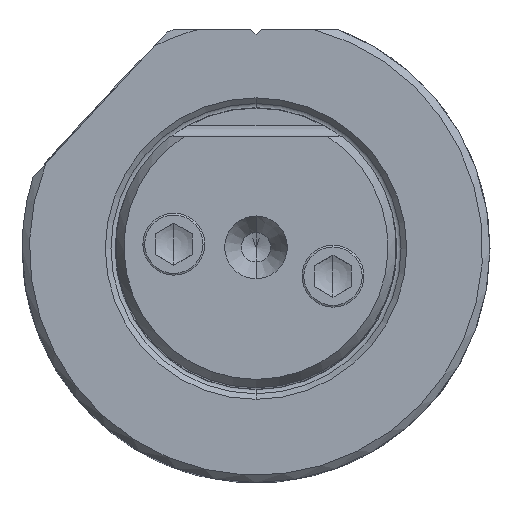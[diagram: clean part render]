
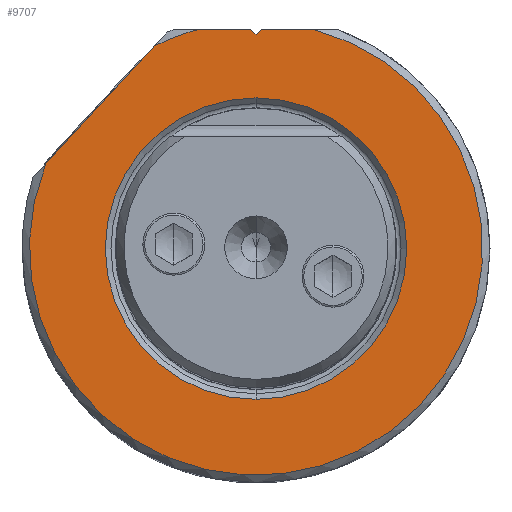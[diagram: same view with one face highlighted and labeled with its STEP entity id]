
A CAD part, top view. The second image highlights one B-rep face of the part: STEP entity #9707.
In plain terms, the highlighted planar face has unit normal (0, 0, 1).
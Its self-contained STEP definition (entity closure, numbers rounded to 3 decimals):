
#2829=DIRECTION('',(0.707,-0.707,0.));
#2830=VECTOR('',#2829,0.5);
#2831=CARTESIAN_POINT('',(-0.354,14.875,0.));
#2832=LINE('',#2831,#2830);
#2836=DIRECTION('',(0.707,0.707,0.));
#2837=VECTOR('',#2836,0.5);
#2838=CARTESIAN_POINT('',(0.,14.521,
0.));
#2839=LINE('',#2838,#2837);
#2843=DIRECTION('',(1.,0.,0.));
#2844=VECTOR('',#2843,3.536);
#2845=CARTESIAN_POINT('',(0.354,14.875,0.));
#2846=LINE('',#2845,#2844);
#2850=CARTESIAN_POINT('',(0.,0.,0.));
#2851=DIRECTION('',(0.,0.,-1.));
#2852=DIRECTION('',(0.253,0.967,0.));
#2853=AXIS2_PLACEMENT_3D('',#2850,#2851,#2852);
#2858=DIRECTION('',(0.679,0.735,0.));
#2859=VECTOR('',#2858,10.909);
#2860=CARTESIAN_POINT('',(-14.26,5.748,
0.));
#2861=LINE('',#2860,#2859);
#2865=CARTESIAN_POINT('',(0.,0.,0.));
#2866=DIRECTION('',(0.,0.,-1.));
#2867=DIRECTION('',(-0.446,0.895,0.));
#2868=AXIS2_PLACEMENT_3D('',#2865,#2866,#2867);
#2873=DIRECTION('',(1.,0.,0.));
#2874=VECTOR('',#2873,3.536);
#2875=CARTESIAN_POINT('',(-3.889,14.875,0.));
#2876=LINE('',#2875,#2874);
#2880=CARTESIAN_POINT('',(0.,0.,
0.));
#2881=DIRECTION('',(0.,0.,1.));
#2882=DIRECTION('',(0.,1.,0.));
#2883=AXIS2_PLACEMENT_3D('',#2880,#2881,#2882);
#2888=CARTESIAN_POINT('',(0.,0.,
0.));
#2889=DIRECTION('',(0.,0.,1.));
#2890=DIRECTION('',(0.,-1.,0.));
#2891=AXIS2_PLACEMENT_3D('',#2888,#2889,#2890);
#5678=CARTESIAN_POINT('',(-0.354,14.875,0.));
#5679=VERTEX_POINT('',#5678);
#5680=CARTESIAN_POINT('',(0.354,14.875,0.));
#5681=VERTEX_POINT('',#5680);
#5682=CARTESIAN_POINT('',(0.,14.521,
0.));
#5683=VERTEX_POINT('',#5682);
#5684=CARTESIAN_POINT('',(3.889,14.875,0.));
#5685=VERTEX_POINT('',#5684);
#5686=CARTESIAN_POINT('',(-14.26,5.748,
0.));
#5687=CARTESIAN_POINT('',(-6.858,13.761,
0.));
#5688=VERTEX_POINT('',#5686);
#5689=VERTEX_POINT('',#5687);
#5690=CARTESIAN_POINT('',(-3.889,14.875,0.));
#5691=VERTEX_POINT('',#5690);
#5692=CARTESIAN_POINT('',(0.,10.225,0.));
#5693=CARTESIAN_POINT('',(0.,-10.225,0.));
#5694=VERTEX_POINT('',#5692);
#5695=VERTEX_POINT('',#5693);
#9683=CARTESIAN_POINT('',(0.003,-0.25,
0.));
#9684=DIRECTION('',(0.,0.,1.));
#9685=DIRECTION('',(0.,-1.,0.));
#9686=AXIS2_PLACEMENT_3D('',#9683,#9684,#9685);
#9687=PLANE('',#9686);
#9689=ORIENTED_EDGE('',*,*,#9688,.T.);
#9691=ORIENTED_EDGE('',*,*,#9690,.T.);
#9692=ORIENTED_EDGE('',*,*,#9646,.T.);
#9693=ORIENTED_EDGE('',*,*,#9668,.T.);
#9694=ORIENTED_EDGE('',*,*,#8008,.T.);
#9696=ORIENTED_EDGE('',*,*,#9695,.T.);
#9698=ORIENTED_EDGE('',*,*,#9697,.T.);
#9699=EDGE_LOOP('',(#9689,#9691,#9692,#9693,#9694,#9696,#9698));
#9700=FACE_OUTER_BOUND('',#9699,.F.);
#9702=ORIENTED_EDGE('',*,*,#9701,.T.);
#9704=ORIENTED_EDGE('',*,*,#9703,.T.);
#9705=EDGE_LOOP('',(#9702,#9704));
#9706=FACE_BOUND('',#9705,.F.);
#2854=CIRCLE('',#2853,15.375);
#2869=CIRCLE('',#2868,15.375);
#2884=CIRCLE('',#2883,10.225);
#2892=CIRCLE('',#2891,10.225);
#8008=EDGE_CURVE('',#5688,#5689,#2861,.T.);
#9646=EDGE_CURVE('',#5681,#5685,#2846,.T.);
#9668=EDGE_CURVE('',#5685,#5688,#2854,.T.);
#9688=EDGE_CURVE('',#5679,#5683,#2832,.T.);
#9690=EDGE_CURVE('',#5683,#5681,#2839,.T.);
#9695=EDGE_CURVE('',#5689,#5691,#2869,.T.);
#9697=EDGE_CURVE('',#5691,#5679,#2876,.T.);
#9701=EDGE_CURVE('',#5694,#5695,#2884,.T.);
#9703=EDGE_CURVE('',#5695,#5694,#2892,.T.);
#9707=ADVANCED_FACE('',(#9700,#9706),#9687,.T.);
